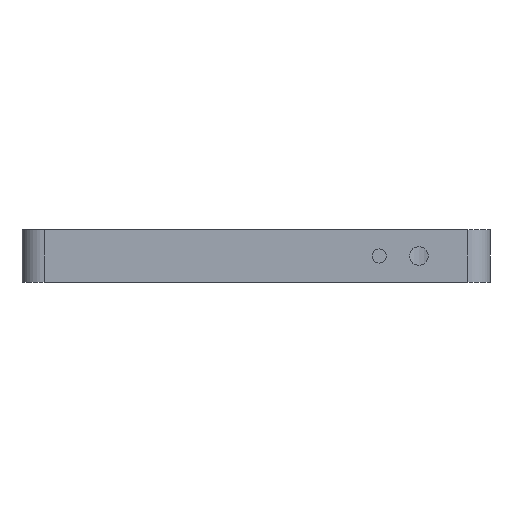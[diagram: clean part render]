
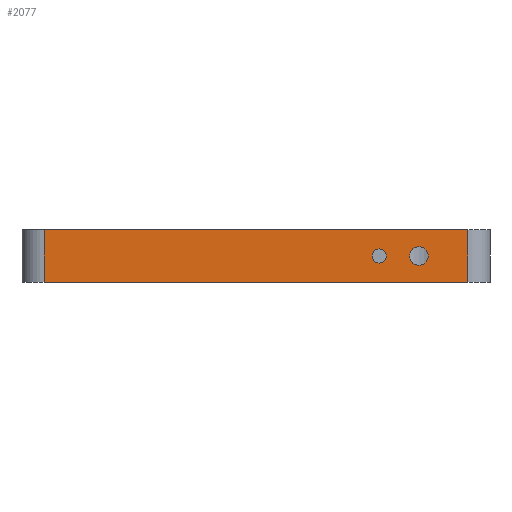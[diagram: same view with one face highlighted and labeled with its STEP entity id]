
A CAD part, front view. The second image highlights one B-rep face of the part: STEP entity #2077.
In plain terms, the highlighted planar face has unit normal (0, -1, 0).
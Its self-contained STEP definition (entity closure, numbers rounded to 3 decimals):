
#881=AXIS2_PLACEMENT_3D('Circle Axis2P3D',#879,#880,$) ;
#917=AXIS2_PLACEMENT_3D('Circle Axis2P3D',#915,#916,$) ;
#941=AXIS2_PLACEMENT_3D('Circle Axis2P3D',#939,#940,$) ;
#960=AXIS2_PLACEMENT_3D('Circle Axis2P3D',#958,#959,$) ;
#1994=AXIS2_PLACEMENT_3D('Plane Axis2P3D',#1991,#1992,#1993) ;
#876=CARTESIAN_POINT('Vertex',(-81.2,1478.586,-4.86)) ;
#879=CARTESIAN_POINT('Axis2P3D Location',(-79.1,1478.586,-4.86)) ;
#883=CARTESIAN_POINT('Vertex',(-77.,1478.586,-4.86)) ;
#915=CARTESIAN_POINT('Axis2P3D Location',(-79.1,1478.586,-4.86)) ;
#936=CARTESIAN_POINT('Vertex',(-89.7,1478.586,-4.86)) ;
#939=CARTESIAN_POINT('Axis2P3D Location',(-88.1,1478.586,-4.86)) ;
#943=CARTESIAN_POINT('Vertex',(-86.5,1478.586,-4.86)) ;
#958=CARTESIAN_POINT('Axis2P3D Location',(-88.1,1478.586,-4.86)) ;
#1896=CARTESIAN_POINT('Vertex',(-164.,1478.586,-10.86)) ;
#1899=CARTESIAN_POINT('Line Origine',(-164.,1478.586,-4.86)) ;
#1903=CARTESIAN_POINT('Vertex',(-164.,1478.586,1.14)) ;
#1991=CARTESIAN_POINT('Axis2P3D Location',(-53.5,1478.586,1.14)) ;
#1996=CARTESIAN_POINT('Line Origine',(-116.,1478.586,1.14)) ;
#2000=CARTESIAN_POINT('Vertex',(-68.,1478.586,1.14)) ;
#2002=CARTESIAN_POINT('Vertex',(-110.5,1478.586,1.14)) ;
#2005=CARTESIAN_POINT('Line Origine',(-116.,1478.586,1.14)) ;
#2009=CARTESIAN_POINT('Vertex',(-135.5,1478.586,1.14)) ;
#2012=CARTESIAN_POINT('Line Origine',(-116.,1478.586,1.14)) ;
#2016=CARTESIAN_POINT('Vertex',(-160.5,1478.586,1.14)) ;
#2019=CARTESIAN_POINT('Line Origine',(-116.,1478.586,1.14)) ;
#2024=CARTESIAN_POINT('Line Origine',(-116.,1478.586,-10.86)) ;
#2028=CARTESIAN_POINT('Vertex',(-160.5,1478.586,-10.86)) ;
#2031=CARTESIAN_POINT('Line Origine',(-116.,1478.586,-10.86)) ;
#2035=CARTESIAN_POINT('Vertex',(-135.5,1478.586,-10.86)) ;
#2038=CARTESIAN_POINT('Line Origine',(-116.,1478.586,-10.86)) ;
#2042=CARTESIAN_POINT('Vertex',(-110.5,1478.586,-10.86)) ;
#2045=CARTESIAN_POINT('Line Origine',(-116.,1478.586,-10.86)) ;
#2049=CARTESIAN_POINT('Vertex',(-68.,1478.586,-10.86)) ;
#2052=CARTESIAN_POINT('Line Origine',(-68.,1478.586,-4.86)) ;
#880=DIRECTION('Axis2P3D Direction',(0.,-1.,0.)) ;
#916=DIRECTION('Axis2P3D Direction',(0.,-1.,0.)) ;
#940=DIRECTION('Axis2P3D Direction',(0.,-1.,0.)) ;
#959=DIRECTION('Axis2P3D Direction',(0.,-1.,0.)) ;
#1900=DIRECTION('Vector Direction',(0.,0.,-1.)) ;
#1992=DIRECTION('Axis2P3D Direction',(0.,-1.,0.)) ;
#1993=DIRECTION('Axis2P3D XDirection',(-1.,-0.,0.)) ;
#1997=DIRECTION('Vector Direction',(-1.,0.,0.)) ;
#2006=DIRECTION('Vector Direction',(-1.,0.,0.)) ;
#2013=DIRECTION('Vector Direction',(-1.,0.,0.)) ;
#2020=DIRECTION('Vector Direction',(-1.,0.,0.)) ;
#2025=DIRECTION('Vector Direction',(-1.,0.,0.)) ;
#2032=DIRECTION('Vector Direction',(-1.,0.,0.)) ;
#2039=DIRECTION('Vector Direction',(-1.,0.,0.)) ;
#2046=DIRECTION('Vector Direction',(-1.,0.,0.)) ;
#2053=DIRECTION('Vector Direction',(0.,0.,-1.)) ;
#1901=VECTOR('Line Direction',#1900,1.) ;
#1998=VECTOR('Line Direction',#1997,1.) ;
#2007=VECTOR('Line Direction',#2006,1.) ;
#2014=VECTOR('Line Direction',#2013,1.) ;
#2021=VECTOR('Line Direction',#2020,1.) ;
#2026=VECTOR('Line Direction',#2025,1.) ;
#2033=VECTOR('Line Direction',#2032,1.) ;
#2040=VECTOR('Line Direction',#2039,1.) ;
#2047=VECTOR('Line Direction',#2046,1.) ;
#2054=VECTOR('Line Direction',#2053,1.) ;
#2058=ORIENTED_EDGE('',*,*,#2004,.T.) ;
#2059=ORIENTED_EDGE('',*,*,#2011,.T.) ;
#2060=ORIENTED_EDGE('',*,*,#2018,.T.) ;
#2061=ORIENTED_EDGE('',*,*,#2023,.T.) ;
#2062=ORIENTED_EDGE('',*,*,#1905,.T.) ;
#2063=ORIENTED_EDGE('',*,*,#2030,.F.) ;
#2064=ORIENTED_EDGE('',*,*,#2037,.F.) ;
#2065=ORIENTED_EDGE('',*,*,#2044,.F.) ;
#2066=ORIENTED_EDGE('',*,*,#2051,.F.) ;
#2067=ORIENTED_EDGE('',*,*,#2056,.F.) ;
#2070=ORIENTED_EDGE('',*,*,#962,.F.) ;
#2071=ORIENTED_EDGE('',*,*,#945,.F.) ;
#2074=ORIENTED_EDGE('',*,*,#919,.F.) ;
#2075=ORIENTED_EDGE('',*,*,#885,.F.) ;
#2072=FACE_BOUND('',#2069,.T.) ;
#2076=FACE_BOUND('',#2073,.T.) ;
#2077=ADVANCED_FACE('PartBody',(#2068,#2072,#2076),#1995,.T.) ;
#882=CIRCLE('generated circle',#881,2.1) ;
#918=CIRCLE('generated circle',#917,2.1) ;
#942=CIRCLE('generated circle',#941,1.6) ;
#961=CIRCLE('generated circle',#960,1.6) ;
#885=EDGE_CURVE('',#877,#884,#882,.T.) ;
#919=EDGE_CURVE('',#884,#877,#918,.T.) ;
#945=EDGE_CURVE('',#937,#944,#942,.T.) ;
#962=EDGE_CURVE('',#944,#937,#961,.T.) ;
#1905=EDGE_CURVE('',#1904,#1897,#1902,.T.) ;
#2004=EDGE_CURVE('',#2001,#2003,#1999,.T.) ;
#2011=EDGE_CURVE('',#2003,#2010,#2008,.T.) ;
#2018=EDGE_CURVE('',#2010,#2017,#2015,.T.) ;
#2023=EDGE_CURVE('',#2017,#1904,#2022,.T.) ;
#2030=EDGE_CURVE('',#2029,#1897,#2027,.T.) ;
#2037=EDGE_CURVE('',#2036,#2029,#2034,.T.) ;
#2044=EDGE_CURVE('',#2043,#2036,#2041,.T.) ;
#2051=EDGE_CURVE('',#2050,#2043,#2048,.T.) ;
#2056=EDGE_CURVE('',#2001,#2050,#2055,.T.) ;
#2057=EDGE_LOOP('',(#2058,#2059,#2060,#2061,#2062,#2063,#2064,#2065,#2066,#2067)) ;
#2069=EDGE_LOOP('',(#2070,#2071)) ;
#2073=EDGE_LOOP('',(#2074,#2075)) ;
#2068=FACE_OUTER_BOUND('',#2057,.T.) ;
#1902=LINE('Line',#1899,#1901) ;
#1999=LINE('Line',#1996,#1998) ;
#2008=LINE('Line',#2005,#2007) ;
#2015=LINE('Line',#2012,#2014) ;
#2022=LINE('Line',#2019,#2021) ;
#2027=LINE('Line',#2024,#2026) ;
#2034=LINE('Line',#2031,#2033) ;
#2041=LINE('Line',#2038,#2040) ;
#2048=LINE('Line',#2045,#2047) ;
#2055=LINE('Line',#2052,#2054) ;
#1995=PLANE('',#1994) ;
#877=VERTEX_POINT('',#876) ;
#884=VERTEX_POINT('',#883) ;
#937=VERTEX_POINT('',#936) ;
#944=VERTEX_POINT('',#943) ;
#1897=VERTEX_POINT('',#1896) ;
#1904=VERTEX_POINT('',#1903) ;
#2001=VERTEX_POINT('',#2000) ;
#2003=VERTEX_POINT('',#2002) ;
#2010=VERTEX_POINT('',#2009) ;
#2017=VERTEX_POINT('',#2016) ;
#2029=VERTEX_POINT('',#2028) ;
#2036=VERTEX_POINT('',#2035) ;
#2043=VERTEX_POINT('',#2042) ;
#2050=VERTEX_POINT('',#2049) ;
